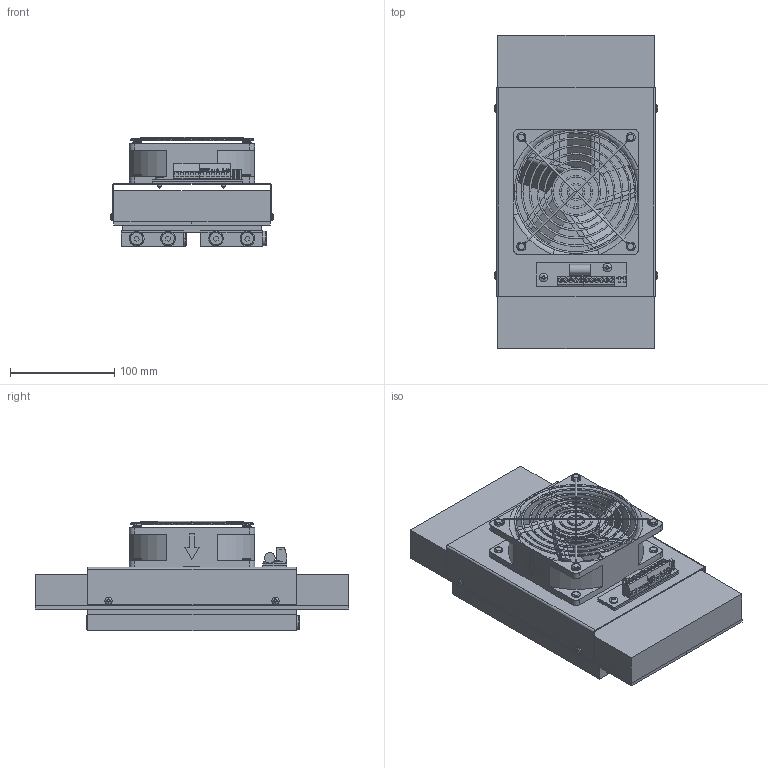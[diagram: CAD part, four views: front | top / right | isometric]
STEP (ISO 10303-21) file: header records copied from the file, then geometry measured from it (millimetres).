
FILE_DESCRIPTION (( 'STEP AP214' ), '1' );
FILE_NAME ('錨璃43.STEP', '2018-12-05T03:07:33', ( '' ), ( '' ), 'SwSTEP 2.0', 'SolidWorks 2016', '' );
FILE_SCHEMA (( 'AUTOMOTIVE_DESIGN' ));
Length unit declared in the file: millimetre
Products named in the file (1): 錨璃43
Bounding box: 156.62 x 300 x 104.54 mm (x, y, z)
Surface area: 297560.8 mm2 (no closed solid volume)
Topology: 0 solids, 11 shells, 822 faces, 2338 edges, 1551 vertices
Faces by surface type: plane 486, cylinder 181, bspline 135, cone 12, torus 8
Entity records: 34063 total; most frequent: CARTESIAN_POINT 9944, ORIENTED_EDGE 4398, DIRECTION 3869, EDGE_CURVE 2334, VERTEX_POINT 1551, VECTOR 1383, LINE 1383, AXIS2_PLACEMENT_3D 1243
